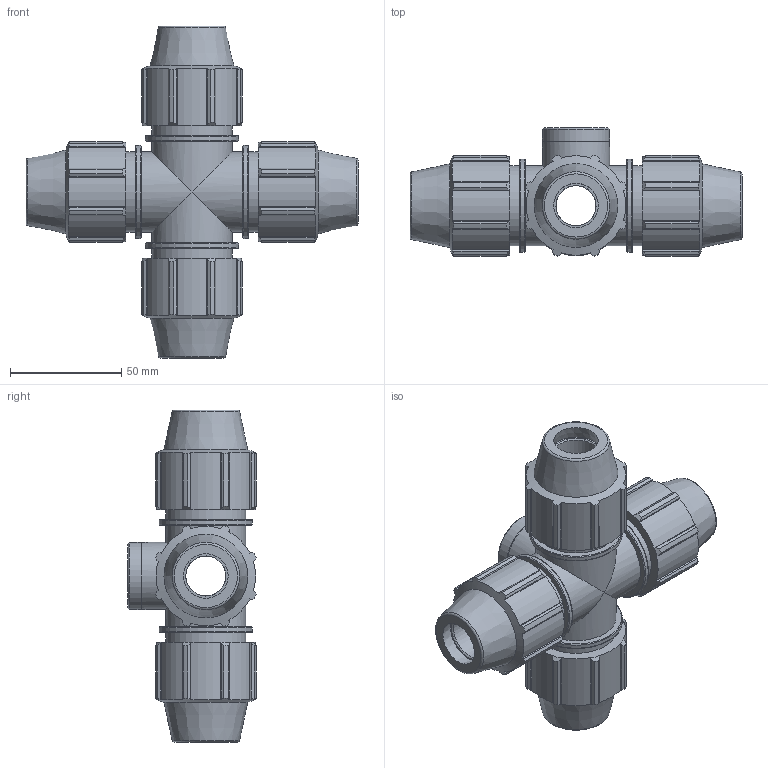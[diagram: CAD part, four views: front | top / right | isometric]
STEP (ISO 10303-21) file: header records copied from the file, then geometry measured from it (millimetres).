
FILE_DESCRIPTION(/* description */ ('CROSS WITH FEMALE ADAPTOR 20-20-20-20-3/4"'),/* implementation_level */ '2;1');
FILE_NAME(/* name */ '075400020007_185400020007_0754060200070A.ipt.stp',/* time_stamp */ '2017-06-08T04:08:55+03:00',/* author */ ('Кирилл'),/* organization */ (''),/* preprocessor_version */ 'ST-DEVELOPER v15.6',/* originating_system */ 'Autodesk Inventor 2015',/* authorisation */ '');
FILE_SCHEMA (('AUTOMOTIVE_DESIGN { 1 0 10303 214 3 1 1 }'));
Length unit declared in the file: millimetre
Products named in the file (1): 075400020007_185400020007_0754060200070A
Bounding box: 149 x 57.58 x 149 mm (x, y, z)
Volume: 244238.5 mm3; surface area: 61770.5 mm2
Topology: 1 solids, 1 shells, 305 faces, 833 edges, 549 vertices
Faces by surface type: plane 155, cylinder 88, cone 50, torus 12
Full cylindrical faces by diameter (mm): 18 x4, 19.294 x1, 20 x4, 24.117 x1, 30.146 x2, 36 x8, 41.76 x4
Entity records: 9535 total; most frequent: CARTESIAN_POINT 1972, ORIENTED_EDGE 1520, DIRECTION 1476, EDGE_CURVE 760, AXIS2_PLACEMENT_3D 546, VERTEX_POINT 530, EDGE_LOOP 386, LINE 384
